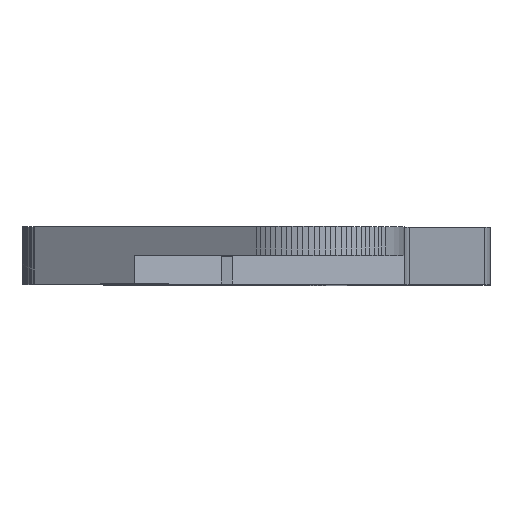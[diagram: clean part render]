
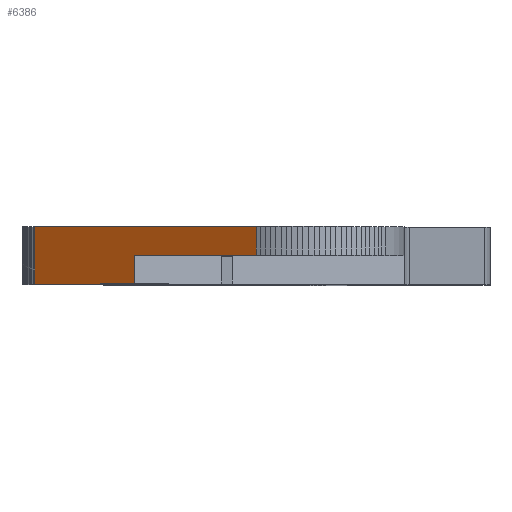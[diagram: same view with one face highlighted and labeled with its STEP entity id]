
A CAD part, top view. The second image highlights one B-rep face of the part: STEP entity #6386.
In plain terms, the highlighted planar face has unit normal (-0.565, 0, 0.825).
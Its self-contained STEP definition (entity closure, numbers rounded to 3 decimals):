
#32 = PLANE('',#33);
#33 = AXIS2_PLACEMENT_3D('',#34,#35,#36);
#34 = CARTESIAN_POINT('',(-32.942,9.,-9.415));
#35 = DIRECTION('',(0.,-1.,0.));
#36 = DIRECTION('',(0.,0.,-1.));
#812 = VERTEX_POINT('',#813);
#813 = CARTESIAN_POINT('',(-8.495,9.,8.355));
#827 = PLANE('',#828);
#828 = AXIS2_PLACEMENT_3D('',#829,#830,#831);
#829 = CARTESIAN_POINT('',(-8.,3.,8.66));
#830 = DIRECTION('',(-0.525,0.,0.851));
#831 = DIRECTION('',(-0.851,0.,-0.525));
#839 = EDGE_CURVE('',#840,#812,#842,.T.);
#840 = VERTEX_POINT('',#841);
#841 = CARTESIAN_POINT('',(-31.667,9.,-7.506));
#842 = SURFACE_CURVE('',#843,(#847,#854),.PCURVE_S1.);
#843 = LINE('',#844,#845);
#844 = CARTESIAN_POINT('',(-31.667,9.,-7.506));
#845 = VECTOR('',#846,1.);
#846 = DIRECTION('',(0.825,0.,0.565));
#847 = PCURVE('',#32,#848);
#848 = DEFINITIONAL_REPRESENTATION('',(#849),#853);
#849 = LINE('',#850,#851);
#850 = CARTESIAN_POINT('',(-1.909,1.276));
#851 = VECTOR('',#852,1.);
#852 = DIRECTION('',(-0.565,0.825));
#853 = ( GEOMETRIC_REPRESENTATION_CONTEXT(2) 
PARAMETRIC_REPRESENTATION_CONTEXT() REPRESENTATION_CONTEXT('2D SPACE',''
  ) );
#854 = PCURVE('',#855,#860);
#855 = PLANE('',#856);
#856 = AXIS2_PLACEMENT_3D('',#857,#858,#859);
#857 = CARTESIAN_POINT('',(-8.495,3.,8.355));
#858 = DIRECTION('',(-0.565,0.,0.825));
#859 = DIRECTION('',(-0.825,0.,-0.565));
#860 = DEFINITIONAL_REPRESENTATION('',(#861),#865);
#861 = LINE('',#862,#863);
#862 = CARTESIAN_POINT('',(28.08,-6.));
#863 = VECTOR('',#864,1.);
#864 = DIRECTION('',(-1.,0.));
#865 = ( GEOMETRIC_REPRESENTATION_CONTEXT(2) 
PARAMETRIC_REPRESENTATION_CONTEXT() REPRESENTATION_CONTEXT('2D SPACE',''
  ) );
#883 = PLANE('',#884);
#884 = AXIS2_PLACEMENT_3D('',#885,#886,#887);
#885 = CARTESIAN_POINT('',(-31.747,6.,-7.563));
#886 = DIRECTION('',(0.582,0.,-0.813));
#887 = DIRECTION('',(0.813,0.,0.582));
#3559 = PLANE('',#3560);
#3560 = AXIS2_PLACEMENT_3D('',#3561,#3562,#3563);
#3561 = CARTESIAN_POINT('',(-42.809,6.,19.587));
#3562 = DIRECTION('',(0.,-1.,0.));
#3563 = DIRECTION('',(0.191,0.,-0.982));
#3611 = PLANE('',#3612);
#3612 = AXIS2_PLACEMENT_3D('',#3613,#3614,#3615);
#3613 = CARTESIAN_POINT('',(-33.,3.,-50.));
#3614 = DIRECTION('',(0.,1.,0.));
#3615 = DIRECTION('',(0.,0.,1.));
#6295 = VERTEX_POINT('',#6296);
#6296 = CARTESIAN_POINT('',(-8.495,6.,8.355));
#6317 = EDGE_CURVE('',#812,#6295,#6318,.T.);
#6318 = SURFACE_CURVE('',#6319,(#6323,#6330),.PCURVE_S1.);
#6319 = LINE('',#6320,#6321);
#6320 = CARTESIAN_POINT('',(-8.495,9.,8.355));
#6321 = VECTOR('',#6322,1.);
#6322 = DIRECTION('',(0.,-1.,0.));
#6323 = PCURVE('',#827,#6324);
#6324 = DEFINITIONAL_REPRESENTATION('',(#6325),#6329);
#6325 = LINE('',#6326,#6327);
#6326 = CARTESIAN_POINT('',(0.582,-6.));
#6327 = VECTOR('',#6328,1.);
#6328 = DIRECTION('',(0.,1.));
#6329 = ( GEOMETRIC_REPRESENTATION_CONTEXT(2) 
PARAMETRIC_REPRESENTATION_CONTEXT() REPRESENTATION_CONTEXT('2D SPACE',''
  ) );
#6330 = PCURVE('',#855,#6331);
#6331 = DEFINITIONAL_REPRESENTATION('',(#6332),#6336);
#6332 = LINE('',#6333,#6334);
#6333 = CARTESIAN_POINT('',(0.,-6.));
#6334 = VECTOR('',#6335,1.);
#6335 = DIRECTION('',(0.,1.));
#6336 = ( GEOMETRIC_REPRESENTATION_CONTEXT(2) 
PARAMETRIC_REPRESENTATION_CONTEXT() REPRESENTATION_CONTEXT('2D SPACE',''
  ) );
#6386 = ADVANCED_FACE('',(#6387),#855,.T.);
#6387 = FACE_BOUND('',#6388,.T.);
#6388 = EDGE_LOOP('',(#6389,#6414,#6440,#6459,#6460,#6461));
#6389 = ORIENTED_EDGE('',*,*,#6390,.F.);
#6390 = EDGE_CURVE('',#6391,#6393,#6395,.T.);
#6391 = VERTEX_POINT('',#6392);
#6392 = CARTESIAN_POINT('',(-21.231,3.,-0.363));
#6393 = VERTEX_POINT('',#6394);
#6394 = CARTESIAN_POINT('',(-31.667,3.,-7.506));
#6395 = SURFACE_CURVE('',#6396,(#6400,#6407),.PCURVE_S1.);
#6396 = LINE('',#6397,#6398);
#6397 = CARTESIAN_POINT('',(-8.495,3.,8.355));
#6398 = VECTOR('',#6399,1.);
#6399 = DIRECTION('',(-0.825,0.,-0.565));
#6400 = PCURVE('',#855,#6401);
#6401 = DEFINITIONAL_REPRESENTATION('',(#6402),#6406);
#6402 = LINE('',#6403,#6404);
#6403 = CARTESIAN_POINT('',(0.,0.));
#6404 = VECTOR('',#6405,1.);
#6405 = DIRECTION('',(1.,0.));
#6406 = ( GEOMETRIC_REPRESENTATION_CONTEXT(2) 
PARAMETRIC_REPRESENTATION_CONTEXT() REPRESENTATION_CONTEXT('2D SPACE',''
  ) );
#6407 = PCURVE('',#3611,#6408);
#6408 = DEFINITIONAL_REPRESENTATION('',(#6409),#6413);
#6409 = LINE('',#6410,#6411);
#6410 = CARTESIAN_POINT('',(58.355,24.505));
#6411 = VECTOR('',#6412,1.);
#6412 = DIRECTION('',(-0.565,-0.825));
#6413 = ( GEOMETRIC_REPRESENTATION_CONTEXT(2) 
PARAMETRIC_REPRESENTATION_CONTEXT() REPRESENTATION_CONTEXT('2D SPACE',''
  ) );
#6414 = ORIENTED_EDGE('',*,*,#6415,.T.);
#6415 = EDGE_CURVE('',#6391,#6416,#6418,.T.);
#6416 = VERTEX_POINT('',#6417);
#6417 = CARTESIAN_POINT('',(-21.231,6.,-0.363));
#6418 = SURFACE_CURVE('',#6419,(#6423,#6429),.PCURVE_S1.);
#6419 = LINE('',#6420,#6421);
#6420 = CARTESIAN_POINT('',(-21.231,4.5,-0.363));
#6421 = VECTOR('',#6422,1.);
#6422 = DIRECTION('',(0.,1.,0.));
#6423 = PCURVE('',#855,#6424);
#6424 = DEFINITIONAL_REPRESENTATION('',(#6425),#6428);
#6425 = B_SPLINE_CURVE_WITH_KNOTS('',1,(#6426,#6427),.UNSPECIFIED.,.F.,
  .F.,(2,2),(-1.5,1.5),.PIECEWISE_BEZIER_KNOTS.);
#6426 = CARTESIAN_POINT('',(15.434,0.));
#6427 = CARTESIAN_POINT('',(15.434,-3.));
#6428 = ( GEOMETRIC_REPRESENTATION_CONTEXT(2) 
PARAMETRIC_REPRESENTATION_CONTEXT() REPRESENTATION_CONTEXT('2D SPACE',''
  ) );
#6429 = PCURVE('',#6430,#6435);
#6430 = PLANE('',#6431);
#6431 = AXIS2_PLACEMENT_3D('',#6432,#6433,#6434);
#6432 = CARTESIAN_POINT('',(20.695,6.,-28.642));
#6433 = DIRECTION('',(0.559,0.,0.829));
#6434 = DIRECTION('',(-0.829,-0.,0.559));
#6435 = DEFINITIONAL_REPRESENTATION('',(#6436),#6439);
#6436 = B_SPLINE_CURVE_WITH_KNOTS('',1,(#6437,#6438),.UNSPECIFIED.,.F.,
  .F.,(2,2),(-1.5,1.5),.PIECEWISE_BEZIER_KNOTS.);
#6437 = CARTESIAN_POINT('',(50.572,3.));
#6438 = CARTESIAN_POINT('',(50.572,0.));
#6439 = ( GEOMETRIC_REPRESENTATION_CONTEXT(2) 
PARAMETRIC_REPRESENTATION_CONTEXT() REPRESENTATION_CONTEXT('2D SPACE',''
  ) );
#6440 = ORIENTED_EDGE('',*,*,#6441,.T.);
#6441 = EDGE_CURVE('',#6416,#6295,#6442,.T.);
#6442 = SURFACE_CURVE('',#6443,(#6447,#6453),.PCURVE_S1.);
#6443 = LINE('',#6444,#6445);
#6444 = CARTESIAN_POINT('',(-17.561,6.,2.15));
#6445 = VECTOR('',#6446,1.);
#6446 = DIRECTION('',(0.825,0.,0.565));
#6447 = PCURVE('',#855,#6448);
#6448 = DEFINITIONAL_REPRESENTATION('',(#6449),#6452);
#6449 = B_SPLINE_CURVE_WITH_KNOTS('',1,(#6450,#6451),.UNSPECIFIED.,.F.,
  .F.,(2,2),(-17.094,10.986),.PIECEWISE_BEZIER_KNOTS.);
#6450 = CARTESIAN_POINT('',(28.08,-3.));
#6451 = CARTESIAN_POINT('',(0.,-3.));
#6452 = ( GEOMETRIC_REPRESENTATION_CONTEXT(2) 
PARAMETRIC_REPRESENTATION_CONTEXT() REPRESENTATION_CONTEXT('2D SPACE',''
  ) );
#6453 = PCURVE('',#3559,#6454);
#6454 = DEFINITIONAL_REPRESENTATION('',(#6455),#6458);
#6455 = B_SPLINE_CURVE_WITH_KNOTS('',1,(#6456,#6457),.UNSPECIFIED.,.F.,
  .F.,(2,2),(-17.094,10.986),.PIECEWISE_BEZIER_KNOTS.);
#6456 = CARTESIAN_POINT('',(28.721,5.768));
#6457 = CARTESIAN_POINT('',(17.573,31.541));
#6458 = ( GEOMETRIC_REPRESENTATION_CONTEXT(2) 
PARAMETRIC_REPRESENTATION_CONTEXT() REPRESENTATION_CONTEXT('2D SPACE',''
  ) );
#6459 = ORIENTED_EDGE('',*,*,#6317,.F.);
#6460 = ORIENTED_EDGE('',*,*,#839,.F.);
#6461 = ORIENTED_EDGE('',*,*,#6462,.T.);
#6462 = EDGE_CURVE('',#840,#6393,#6463,.T.);
#6463 = SURFACE_CURVE('',#6464,(#6468,#6475),.PCURVE_S1.);
#6464 = LINE('',#6465,#6466);
#6465 = CARTESIAN_POINT('',(-31.667,9.,-7.506));
#6466 = VECTOR('',#6467,1.);
#6467 = DIRECTION('',(0.,-1.,0.));
#6468 = PCURVE('',#855,#6469);
#6469 = DEFINITIONAL_REPRESENTATION('',(#6470),#6474);
#6470 = LINE('',#6471,#6472);
#6471 = CARTESIAN_POINT('',(28.08,-6.));
#6472 = VECTOR('',#6473,1.);
#6473 = DIRECTION('',(0.,1.));
#6474 = ( GEOMETRIC_REPRESENTATION_CONTEXT(2) 
PARAMETRIC_REPRESENTATION_CONTEXT() REPRESENTATION_CONTEXT('2D SPACE',''
  ) );
#6475 = PCURVE('',#883,#6476);
#6476 = DEFINITIONAL_REPRESENTATION('',(#6477),#6481);
#6477 = LINE('',#6478,#6479);
#6478 = CARTESIAN_POINT('',(0.098,-3.));
#6479 = VECTOR('',#6480,1.);
#6480 = DIRECTION('',(0.,1.));
#6481 = ( GEOMETRIC_REPRESENTATION_CONTEXT(2) 
PARAMETRIC_REPRESENTATION_CONTEXT() REPRESENTATION_CONTEXT('2D SPACE',''
  ) );
